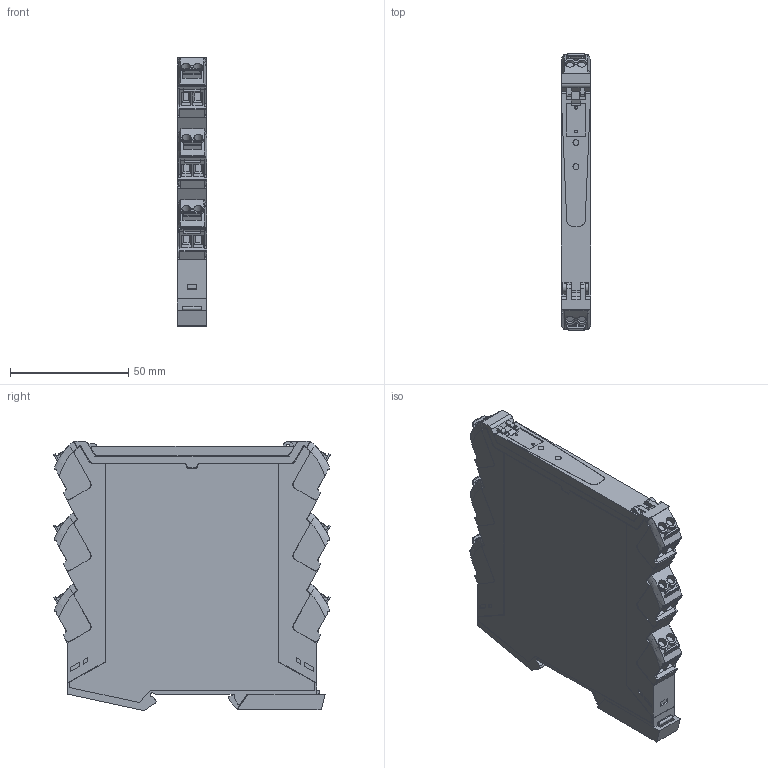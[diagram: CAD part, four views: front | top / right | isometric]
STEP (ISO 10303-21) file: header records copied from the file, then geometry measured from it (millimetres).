
FILE_DESCRIPTION(('CATIA V5 STEP Exchange','CAx-IF Rec.Pracs.--- Model Styling and Organization---1.4--- 2014-01-23'),'2;1');
FILE_NAME ('D1469740_0_2447940000_S3D_ACT20P_PRO_FI_AO_DO_S.stp','2021-01-08T07:56:18+00:00',('none'),('Weidmueller'),'CATIA Version 5-6 Release 2016 SP3 HF44','CATIA V5 STEP AP214','none');
FILE_SCHEMA(('AUTOMOTIVE_DESIGN { 1 0 10303 214 1 1 1 1 }'));
Products named in the file (1): S3D_ACT20P_PRO_FI_AO_DO_S
Bounding box: 12.57 x 117.28 x 114.02 mm (x, y, z)
Volume: 143729.7 mm3; surface area: 48863.6 mm2
Topology: 17 solids, 17 shells, 1339 faces, 4375 edges, 3081 vertices
Faces by surface type: plane 868, cylinder 369, extrusion 64, revolution 24, bspline 12, sphere 2
Entity records: 51501 total; most frequent: CARTESIAN_POINT 14083, ORIENTED_EDGE 8750, DIRECTION 5570, EDGE_CURVE 4375, VERTEX_POINT 3081, VECTOR 2781, LINE 2717, AXIS2_PLACEMENT_3D 1742
